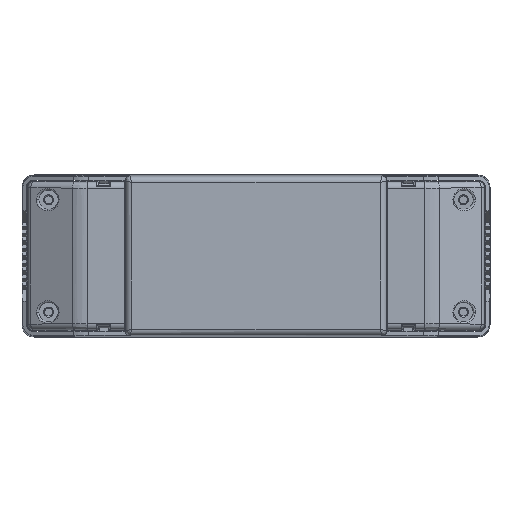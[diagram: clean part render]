
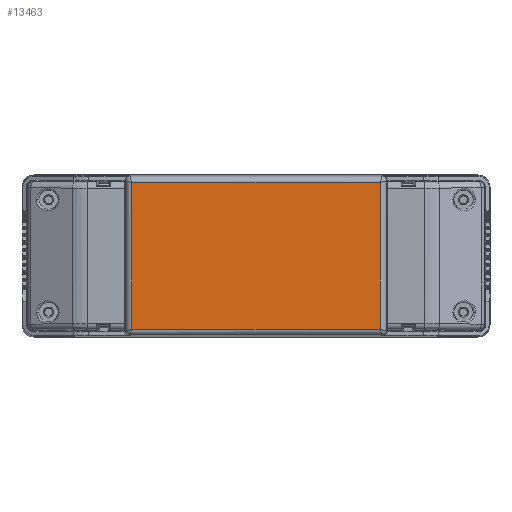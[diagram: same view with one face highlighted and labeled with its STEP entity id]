
A CAD part, top view. The second image highlights one B-rep face of the part: STEP entity #13463.
In plain terms, the highlighted planar face has unit normal (0, 0, 1).
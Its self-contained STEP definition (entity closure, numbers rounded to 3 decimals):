
#4594=DIRECTION('',(-1.,0.,0.));
#4595=VECTOR('',#4594,79.669);
#4596=CARTESIAN_POINT('',(39.835,23.546,28.));
#4597=LINE('',#4596,#4595);
#4598=DIRECTION('',(0.,-1.,0.));
#4599=VECTOR('',#4598,47.092);
#4600=CARTESIAN_POINT('',(39.835,23.546,28.));
#4601=LINE('',#4600,#4599);
#4602=DIRECTION('',(-1.,0.,0.));
#4603=VECTOR('',#4602,79.669);
#4604=CARTESIAN_POINT('',(39.835,-23.546,28.));
#4605=LINE('',#4604,#4603);
#4606=DIRECTION('',(0.,1.,0.));
#4607=VECTOR('',#4606,47.092);
#4608=CARTESIAN_POINT('',(-39.835,-23.546,28.));
#4609=LINE('',#4608,#4607);
#5365=CARTESIAN_POINT('',(39.835,23.546,28.));
#5366=CARTESIAN_POINT('',(-39.835,23.546,28.));
#5367=VERTEX_POINT('',#5365);
#5368=VERTEX_POINT('',#5366);
#5381=CARTESIAN_POINT('',(39.835,-23.546,28.));
#5382=VERTEX_POINT('',#5381);
#5383=CARTESIAN_POINT('',(-39.835,-23.546,28.));
#5384=VERTEX_POINT('',#5383);
#13449=CARTESIAN_POINT('',(0.,0.,28.));
#13450=DIRECTION('',(0.,0.,1.));
#13451=DIRECTION('',(1.,0.,0.));
#13452=AXIS2_PLACEMENT_3D('',#13449,#13450,#13451);
#13453=PLANE('',#13452);
#13455=ORIENTED_EDGE('',*,*,#13454,.F.);
#13457=ORIENTED_EDGE('',*,*,#13456,.T.);
#13458=ORIENTED_EDGE('',*,*,#13440,.T.);
#13460=ORIENTED_EDGE('',*,*,#13459,.T.);
#13461=EDGE_LOOP('',(#13455,#13457,#13458,#13460));
#13462=FACE_OUTER_BOUND('',#13461,.F.);
#13463=ADVANCED_FACE('',(#13462),#13453,.T.);
#13440=EDGE_CURVE('',#5382,#5384,#4605,.T.);
#13454=EDGE_CURVE('',#5367,#5368,#4597,.T.);
#13456=EDGE_CURVE('',#5367,#5382,#4601,.T.);
#13459=EDGE_CURVE('',#5384,#5368,#4609,.T.);
